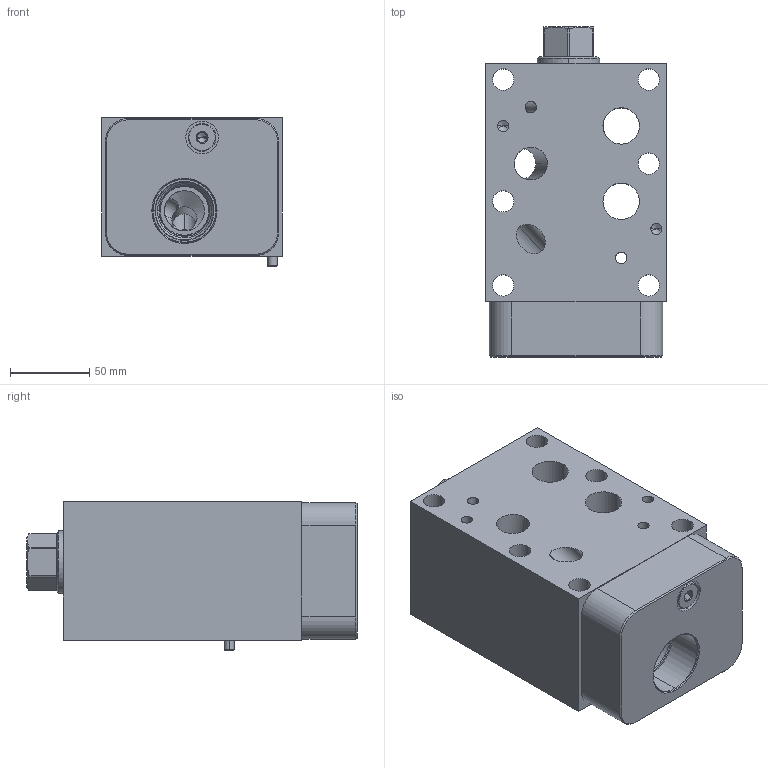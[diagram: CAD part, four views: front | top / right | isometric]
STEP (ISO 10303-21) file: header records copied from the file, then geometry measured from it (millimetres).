
FILE_DESCRIPTION((''),'2;1');
FILE_NAME('HB7_ASM','2020-02-14T',('ProEService'),(''),'PRO/ENGINEER BY PARAMETRIC TECHNOLOGY CORPORATION, 2014200','PRO/ENGINEER BY PARAMETRIC TECHNOLOGY CORPORATION, 2014200','');
FILE_SCHEMA(('CONFIG_CONTROL_DESIGN'));
Length unit declared in the file: inch
Products named in the file (8): 152-180-001; 500-001-121; 500-001-114; 811-001-002; CXHAXCN; 340-003; A330-006-006; HB7_ASM
Assembly tree (11 placements, depth 2):
  HB7_ASM
    152-180-001
    500-001-121  x4
    500-001-114  x2
    811-001-002
    CXHAXCN
    340-003
    A330-006-006
Bounding box: 114.3 x 208.76 x 93.68 mm (x, y, z)
Volume: 1508367 mm3; surface area: 191066.1 mm2
Topology: 12 solids, 13 shells, 515 faces, 1473 edges, 1164 vertices
Faces by surface type: cylinder 198, cone 123, plane 103, torus 46, revolution 30, sphere 15
Entity records: 19895 total; most frequent: CARTESIAN_POINT 6811, DIRECTION 2814, ORIENTED_EDGE 2348, EDGE_CURVE 1174, AXIS2_PLACEMENT_3D 1060, VERTEX_POINT 721, VECTOR 680, LINE 680
